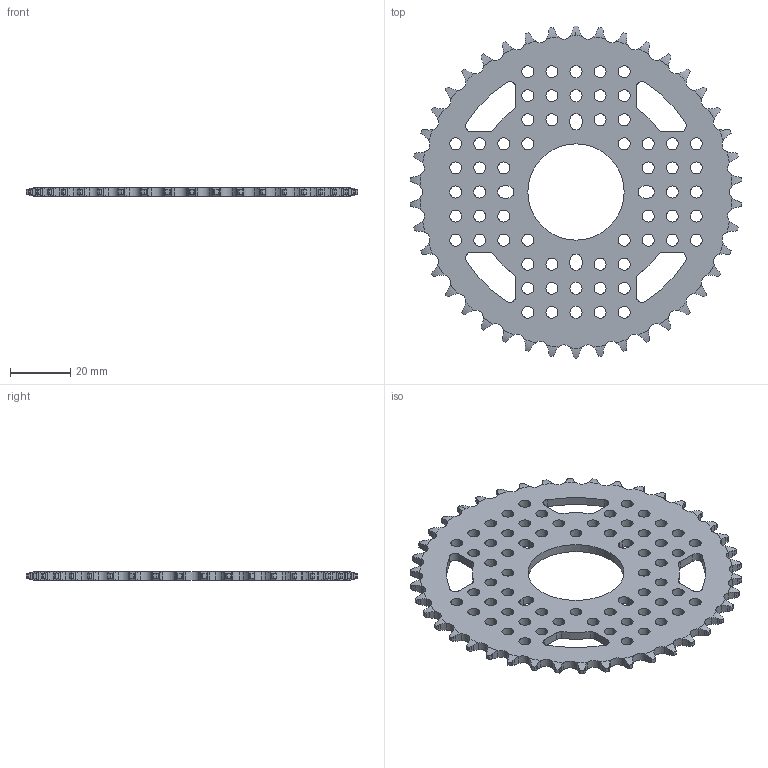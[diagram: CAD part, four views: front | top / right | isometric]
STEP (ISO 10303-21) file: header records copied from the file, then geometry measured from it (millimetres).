
FILE_DESCRIPTION (( 'STEP AP203' ), '1' );
FILE_NAME ('3310-0032-0042.STEP', '2018-01-22T16:27:54', ( '' ), ( '' ), 'SwSTEP 2.0', 'SolidWorks 2016', '' );
FILE_SCHEMA (( 'CONFIG_CONTROL_DESIGN' ));
Length unit declared in the file: millimetre
Products named in the file (1): 3310-0032-0042
Bounding box: 110.17 x 110.4 x 2.8 mm (x, y, z)
Volume: 17888.4 mm3; surface area: 17318.5 mm2
Topology: 1 solids, 1 shells, 624 faces, 1866 edges, 1244 vertices
Faces by surface type: cylinder 436, plane 102, torus 86
Entity records: 22201 total; most frequent: CARTESIAN_POINT 5805, ORIENTED_EDGE 3732, DIRECTION 3034, EDGE_CURVE 1866, VERTEX_POINT 1244, AXIS2_PLACEMENT_3D 1233, EDGE_LOOP 762, B_SPLINE_CURVE_WITH_KNOTS 690
